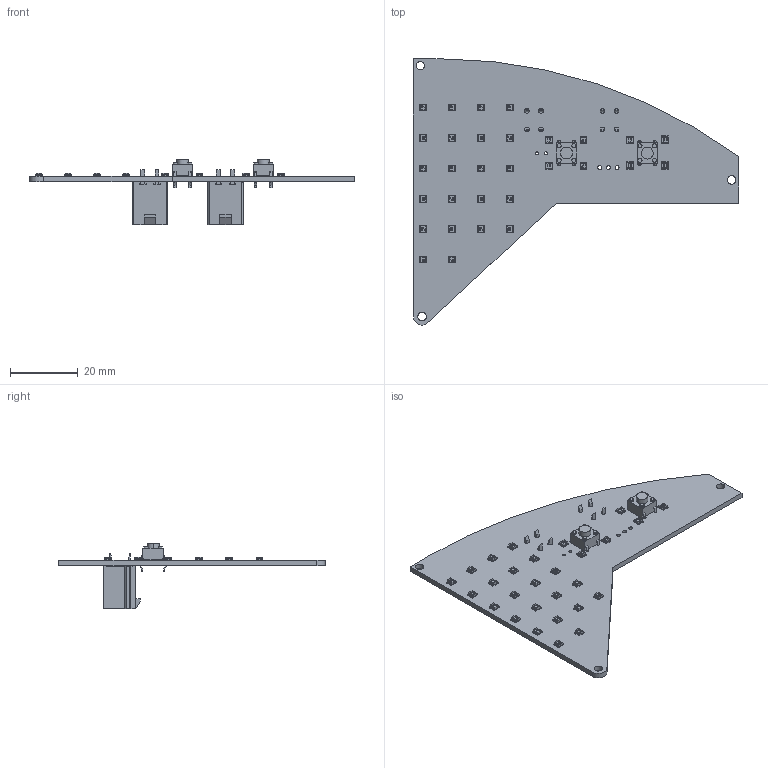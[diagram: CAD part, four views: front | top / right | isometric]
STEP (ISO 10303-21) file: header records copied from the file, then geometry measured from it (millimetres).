
FILE_DESCRIPTION(('KiCad electronic assembly'),'2;1');
FILE_NAME('EYEBROW WARNING INDICATOR_RIGHT.step','2023-01-27T20:01:12',( 'Pcbnew'),('Kicad'),'Open CASCADE STEP processor 7.6', 'KiCad to STEP converter','Unknown');
FILE_SCHEMA(('AUTOMOTIVE_DESIGN { 1 0 10303 214 1 1 1 1 }'));
Length unit declared in the file: millimetre
Products named in the file (8): EYEBROW WARNING INDICATOR_RIGHT 1; WS2812-2020; COMPOUND; B3F-102x; Molex_Mini-Fit_Jr_5566-04A_2x02_P4.20mm_Vertical; SOLID; _autosave-EYEBROW WARNING INDICATOR_RIGHT PCB
Assembly tree (38 placements, depth 3):
  EYEBROW WARNING INDICATOR_RIGHT 1
    WS2812-2020  x30
      COMPOUND
    B3F-102x  x2
      COMPOUND
    Molex_Mini-Fit_Jr_5566-04A_2x02_P4.20mm_Vertical  x2
      SOLID
    _autosave-EYEBROW WARNING INDICATOR_RIGHT PCB
Bounding box: 96.14 x 78.75 x 19.5 mm (x, y, z)
Volume: 8301.1 mm3; surface area: 12668.4 mm2
Topology: 67 solids, 67 shells, 2319 faces, 6065 edges, 4042 vertices
Faces by surface type: plane 1907, bspline 210, cylinder 202
Full cylindrical faces by diameter (mm): 0.9 x2, 1 x8, 1.19 x3, 1.4 x8, 2.5 x3
Entity records: 20532 total; most frequent: CARTESIAN_POINT 4289, DIRECTION 2937, LINE 2089, VECTOR 2089, ORIENTED_EDGE 1538, PCURVE 1538, DEFINITIONAL_REPRESENTATION 1538, EDGE_CURVE 769
